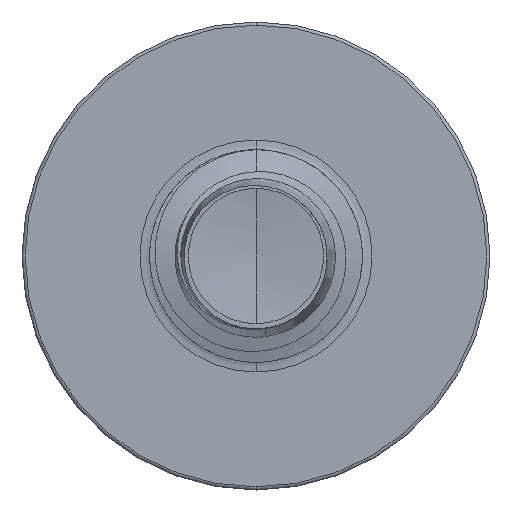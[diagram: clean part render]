
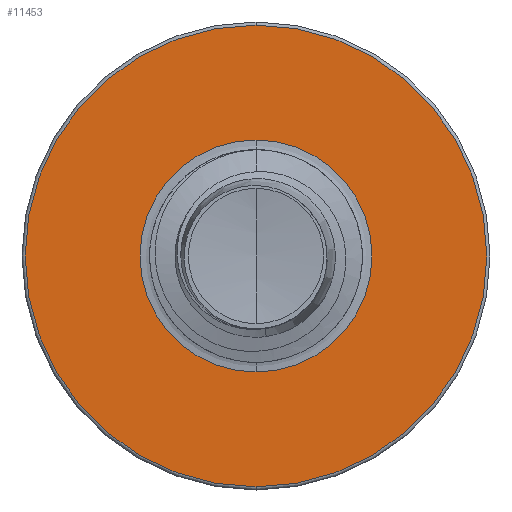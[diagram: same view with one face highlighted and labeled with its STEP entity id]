
A CAD part, front view. The second image highlights one B-rep face of the part: STEP entity #11453.
In plain terms, the highlighted planar face has unit normal (0, -1, 0).
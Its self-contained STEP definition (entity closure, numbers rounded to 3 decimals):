
#148 = DIRECTION ( 'NONE',  ( 0., 0., 1. ) ) ;
#177 = DIRECTION ( 'NONE',  ( 0., 1., 0. ) ) ;
#247 = CARTESIAN_POINT ( 'NONE',  ( 0., 3., 1.363 ) ) ;
#1177 = CIRCLE ( 'NONE', #10230, 2.713 ) ;
#1209 = CARTESIAN_POINT ( 'NONE',  ( 0., 3., 0. ) ) ;
#1854 = ORIENTED_EDGE ( 'NONE', *, *, #8277, .F. ) ;
#1877 = CARTESIAN_POINT ( 'NONE',  ( 0., 3., -2.712 ) ) ;
#2375 = DIRECTION ( 'NONE',  ( 0., 0., 1. ) ) ;
#2399 = DIRECTION ( 'NONE',  ( 0., 1., 0. ) ) ;
#2403 = CARTESIAN_POINT ( 'NONE',  ( 0., 3., 0. ) ) ;
#2706 = AXIS2_PLACEMENT_3D ( 'NONE', #5325, #5324, #5294 ) ;
#2761 = CIRCLE ( 'NONE', #2706, 2.713 ) ;
#3521 = CARTESIAN_POINT ( 'NONE',  ( 0., 3., 2.713 ) ) ;
#4255 = CIRCLE ( 'NONE', #7871, 1.363 ) ;
#4717 = AXIS2_PLACEMENT_3D ( 'NONE', #10248, #10220, #10322 ) ;
#5294 = DIRECTION ( 'NONE',  ( 0., 0., 1. ) ) ;
#5324 = DIRECTION ( 'NONE',  ( 0., 1., 0. ) ) ;
#5325 = CARTESIAN_POINT ( 'NONE',  ( 0., 3., 0. ) ) ;
#6309 = VERTEX_POINT ( 'NONE', #6869 ) ;
#6869 = CARTESIAN_POINT ( 'NONE',  ( 0., 3., -1.363 ) ) ;
#6948 = EDGE_CURVE ( 'NONE', #9350, #6309, #11472, .T. ) ;
#7640 = EDGE_CURVE ( 'NONE', #6309, #9350, #4255, .T. ) ;
#7871 = AXIS2_PLACEMENT_3D ( 'NONE', #2403, #2399, #2375 ) ;
#8277 = EDGE_CURVE ( 'NONE', #12060, #11200, #1177, .T. ) ;
#9350 = VERTEX_POINT ( 'NONE', #247 ) ;
#9561 = FACE_BOUND ( 'NONE', #12025, .T. ) ;
#10220 = DIRECTION ( 'NONE',  ( 0., 1., 0. ) ) ;
#10230 = AXIS2_PLACEMENT_3D ( 'NONE', #1209, #177, #148 ) ;
#10248 = CARTESIAN_POINT ( 'NONE',  ( 0., 3., 0. ) ) ;
#10322 = DIRECTION ( 'NONE',  ( 0., 0., 1. ) ) ;
#10370 = DIRECTION ( 'NONE',  ( 0., 0., 1. ) ) ;
#10375 = DIRECTION ( 'NONE',  ( 0., 1., 0. ) ) ;
#10401 = CARTESIAN_POINT ( 'NONE',  ( 0., 3., -1.363 ) ) ;
#10443 = PLANE ( 'NONE',  #11216 ) ;
#10699 = EDGE_CURVE ( 'NONE', #11200, #12060, #2761, .T. ) ;
#10989 = ORIENTED_EDGE ( 'NONE', *, *, #6948, .T. ) ;
#11200 = VERTEX_POINT ( 'NONE', #1877 ) ;
#11216 = AXIS2_PLACEMENT_3D ( 'NONE', #10401, #10375, #10370 ) ;
#11237 = ORIENTED_EDGE ( 'NONE', *, *, #10699, .F. ) ;
#11323 = ORIENTED_EDGE ( 'NONE', *, *, #7640, .T. ) ;
#11453 = ADVANCED_FACE ( 'NONE', ( #11524, #9561 ), #10443, .F. ) ;
#11472 = CIRCLE ( 'NONE', #4717, 1.363 ) ;
#11524 = FACE_OUTER_BOUND ( 'NONE', #11836, .T. ) ;
#11836 = EDGE_LOOP ( 'NONE', ( #1854, #11237 ) ) ;
#12025 = EDGE_LOOP ( 'NONE', ( #10989, #11323 ) ) ;
#12060 = VERTEX_POINT ( 'NONE', #3521 ) ;
